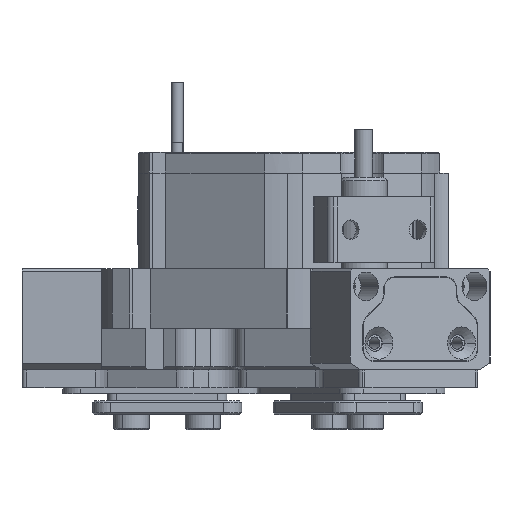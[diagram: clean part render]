
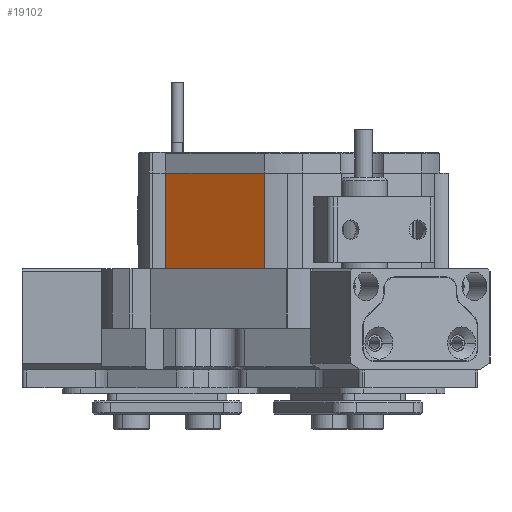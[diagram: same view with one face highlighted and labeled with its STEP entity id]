
A CAD part, left-side view. The second image highlights one B-rep face of the part: STEP entity #19102.
In plain terms, the highlighted planar face has unit normal (-0.866, 0.5, 0).
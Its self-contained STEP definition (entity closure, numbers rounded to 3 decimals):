
#23 = CARTESIAN_POINT ( 'NONE',  ( -22.084, 12.75, 19. ) ) ;
#505 = ORIENTED_EDGE ( 'NONE', *, *, #46391, .F. ) ;
#1075 = VERTEX_POINT ( 'NONE', #11929 ) ;
#5282 = VECTOR ( 'NONE', #15641, 1000. ) ;
#6073 = DIRECTION ( 'NONE',  ( 0., 0., -1. ) ) ;
#6779 = VECTOR ( 'NONE', #22672, 1000. ) ;
#11929 = CARTESIAN_POINT ( 'NONE',  ( -17.667, 20.4, 3. ) ) ;
#12691 = VERTEX_POINT ( 'NONE', #16446 ) ;
#13643 = CARTESIAN_POINT ( 'NONE',  ( -27.231, 3.834, 3. ) ) ;
#14548 = LINE ( 'NONE', #31188, #24792 ) ;
#14963 = EDGE_CURVE ( 'NONE', #34135, #1075, #14548, .T. ) ;
#15641 = DIRECTION ( 'NONE',  ( -0.5, -0.866, 0. ) ) ;
#16446 = CARTESIAN_POINT ( 'NONE',  ( -17.667, 20.4, 19. ) ) ;
#17829 = CARTESIAN_POINT ( 'NONE',  ( -27.231, 3.834, 19. ) ) ;
#19102 = ADVANCED_FACE ( 'NONE', ( #49061 ), #20025, .T. ) ;
#20025 = PLANE ( 'NONE',  #33013 ) ;
#22092 = EDGE_CURVE ( 'NONE', #23801, #34135, #26155, .T. ) ;
#22672 = DIRECTION ( 'NONE',  ( 0., 0., -1. ) ) ;
#23165 = ORIENTED_EDGE ( 'NONE', *, *, #42118, .T. ) ;
#23801 = VERTEX_POINT ( 'NONE', #17829 ) ;
#23885 = CARTESIAN_POINT ( 'NONE',  ( -11.875, 30.432, 30. ) ) ;
#24542 = DIRECTION ( 'NONE',  ( -0.866, 0.5, 0. ) ) ;
#24792 = VECTOR ( 'NONE', #50304, 1000. ) ;
#24947 = VECTOR ( 'NONE', #6073, 1000. ) ;
#26155 = LINE ( 'NONE', #30659, #6779 ) ;
#28137 = DIRECTION ( 'NONE',  ( -0.5, -0.866, 0. ) ) ;
#28926 = EDGE_LOOP ( 'NONE', ( #505, #23165, #28959, #46093 ) ) ;
#28959 = ORIENTED_EDGE ( 'NONE', *, *, #14963, .F. ) ;
#30659 = CARTESIAN_POINT ( 'NONE',  ( -27.231, 3.834, -14. ) ) ;
#30764 = LINE ( 'NONE', #23, #5282 ) ;
#31188 = CARTESIAN_POINT ( 'NONE',  ( -11.875, 30.432, 3. ) ) ;
#33013 = AXIS2_PLACEMENT_3D ( 'NONE', #23885, #24542, #28137 ) ;
#34135 = VERTEX_POINT ( 'NONE', #13643 ) ;
#39019 = LINE ( 'NONE', #49609, #24947 ) ;
#42118 = EDGE_CURVE ( 'NONE', #12691, #1075, #39019, .T. ) ;
#46093 = ORIENTED_EDGE ( 'NONE', *, *, #22092, .F. ) ;
#46391 = EDGE_CURVE ( 'NONE', #12691, #23801, #30764, .T. ) ;
#49061 = FACE_OUTER_BOUND ( 'NONE', #28926, .T. ) ;
#49609 = CARTESIAN_POINT ( 'NONE',  ( -17.667, 20.4, 30. ) ) ;
#50304 = DIRECTION ( 'NONE',  ( 0.5, 0.866, 0. ) ) ;
